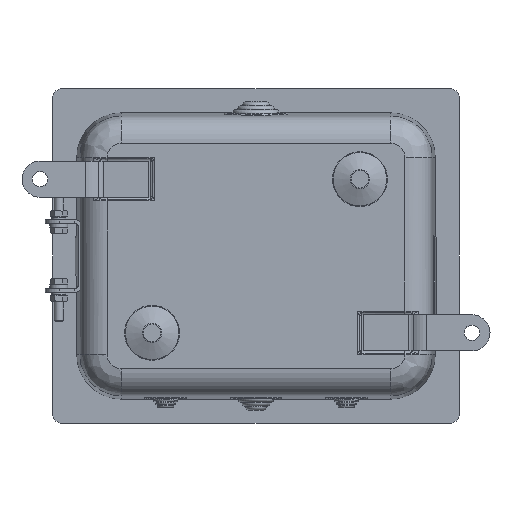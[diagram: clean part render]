
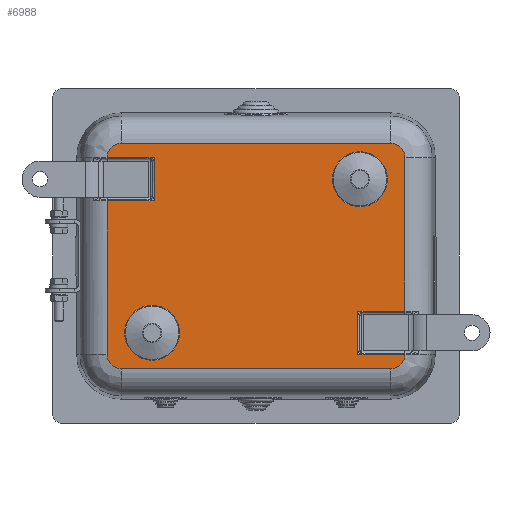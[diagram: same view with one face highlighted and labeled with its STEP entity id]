
A CAD part, front view. The second image highlights one B-rep face of the part: STEP entity #6988.
In plain terms, the highlighted planar face has unit normal (0, -1, 0).
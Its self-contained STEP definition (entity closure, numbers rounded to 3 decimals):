
#336=FACE_BOUND('',#1896,.T.);
#337=FACE_BOUND('',#1897,.T.);
#465=LINE('',#11644,#840);
#466=LINE('',#11677,#841);
#471=LINE('',#11703,#846);
#475=LINE('',#11729,#850);
#481=LINE('',#11826,#856);
#483=LINE('',#11846,#858);
#489=LINE('',#11937,#864);
#493=LINE('',#11982,#868);
#498=LINE('',#12052,#873);
#499=LINE('',#12055,#874);
#840=VECTOR('',#8796,10.);
#841=VECTOR('',#8813,10.);
#846=VECTOR('',#8824,10.);
#850=VECTOR('',#8840,10.);
#856=VECTOR('',#8868,10.);
#858=VECTOR('',#8878,10.);
#864=VECTOR('',#8912,10.);
#868=VECTOR('',#8936,10.);
#873=VECTOR('',#8965,10.);
#874=VECTOR('',#8970,10.);
#1460=FACE_OUTER_BOUND('',#1895,.T.);
#1895=EDGE_LOOP('',(#5079,#5080,#5081,#5082,#5083,#5084,#5085,#5086,#5087,
#5088,#5089,#5090,#5091,#5092));
#1896=EDGE_LOOP('',(#5093));
#1897=EDGE_LOOP('',(#5094));
#2342=CIRCLE('',#7548,7.896);
#2345=CIRCLE('',#7551,7.896);
#2349=CIRCLE('',#7556,7.896);
#2353=CIRCLE('',#7560,7.896);
#2391=CIRCLE('',#7635,15.194);
#2395=CIRCLE('',#7642,15.194);
#2841=VERTEX_POINT('',#11617);
#2844=VERTEX_POINT('',#11623);
#2845=VERTEX_POINT('',#11635);
#2846=VERTEX_POINT('',#11637);
#2847=VERTEX_POINT('',#11642);
#2849=VERTEX_POINT('',#11656);
#2850=VERTEX_POINT('',#11668);
#2853=VERTEX_POINT('',#11673);
#2859=VERTEX_POINT('',#11702);
#2865=VERTEX_POINT('',#11726);
#2875=VERTEX_POINT('',#11823);
#2879=VERTEX_POINT('',#11843);
#2891=VERTEX_POINT('',#11934);
#2901=VERTEX_POINT('',#12050);
#2905=VERTEX_POINT('',#12095);
#2908=VERTEX_POINT('',#12106);
#3580=EDGE_CURVE('',#2844,#2841,#2342,.T.);
#3583=EDGE_CURVE('',#2846,#2845,#2345,.T.);
#3586=EDGE_CURVE('',#2847,#2846,#465,.T.);
#3589=EDGE_CURVE('',#2849,#2847,#2349,.T.);
#3593=EDGE_CURVE('',#2853,#2850,#2353,.T.);
#3594=EDGE_CURVE('',#2841,#2853,#466,.T.);
#3602=EDGE_CURVE('',#2850,#2859,#471,.T.);
#3612=EDGE_CURVE('',#2865,#2859,#475,.T.);
#3629=EDGE_CURVE('',#2845,#2875,#481,.T.);
#3635=EDGE_CURVE('',#2875,#2879,#483,.T.);
#3653=EDGE_CURVE('',#2891,#2849,#489,.T.);
#3664=EDGE_CURVE('',#2865,#2891,#493,.T.);
#3676=EDGE_CURVE('',#2879,#2901,#498,.T.);
#3678=EDGE_CURVE('',#2844,#2901,#499,.T.);
#3686=EDGE_CURVE('',#2905,#2905,#2391,.T.);
#3690=EDGE_CURVE('',#2908,#2908,#2395,.T.);
#5079=ORIENTED_EDGE('',*,*,#3678,.T.);
#5080=ORIENTED_EDGE('',*,*,#3676,.F.);
#5081=ORIENTED_EDGE('',*,*,#3635,.F.);
#5082=ORIENTED_EDGE('',*,*,#3629,.F.);
#5083=ORIENTED_EDGE('',*,*,#3583,.F.);
#5084=ORIENTED_EDGE('',*,*,#3586,.F.);
#5085=ORIENTED_EDGE('',*,*,#3589,.F.);
#5086=ORIENTED_EDGE('',*,*,#3653,.F.);
#5087=ORIENTED_EDGE('',*,*,#3664,.F.);
#5088=ORIENTED_EDGE('',*,*,#3612,.T.);
#5089=ORIENTED_EDGE('',*,*,#3602,.F.);
#5090=ORIENTED_EDGE('',*,*,#3593,.F.);
#5091=ORIENTED_EDGE('',*,*,#3594,.F.);
#5092=ORIENTED_EDGE('',*,*,#3580,.F.);
#5093=ORIENTED_EDGE('',*,*,#3686,.F.);
#5094=ORIENTED_EDGE('',*,*,#3690,.F.);
#6285=PLANE('',#7641);
#6988=ADVANCED_FACE('',(#1460,#336,#337),#6285,.T.);
#7548=AXIS2_PLACEMENT_3D('',#11625,#8783,#8784);
#7551=AXIS2_PLACEMENT_3D('',#11639,#8789,#8790);
#7556=AXIS2_PLACEMENT_3D('',#11658,#8801,#8802);
#7560=AXIS2_PLACEMENT_3D('',#11675,#8809,#8810);
#7635=AXIS2_PLACEMENT_3D('',#12097,#8994,#8995);
#7641=AXIS2_PLACEMENT_3D('',#12105,#9006,#9007);
#7642=AXIS2_PLACEMENT_3D('',#12107,#9008,#9009);
#8783=DIRECTION('center_axis',(0.,1.,0.));
#8784=DIRECTION('ref_axis',(0.707,0.,-0.707));
#8789=DIRECTION('center_axis',(0.,1.,0.));
#8790=DIRECTION('ref_axis',(0.707,0.,0.707));
#8796=DIRECTION('',(1.,0.,0.));
#8801=DIRECTION('center_axis',(0.,1.,0.));
#8802=DIRECTION('ref_axis',(-0.707,0.,0.707));
#8809=DIRECTION('center_axis',(0.,1.,0.));
#8810=DIRECTION('ref_axis',(-0.707,0.,-0.707));
#8813=DIRECTION('',(-1.,0.,0.));
#8824=DIRECTION('',(0.,0.,1.));
#8840=DIRECTION('',(-1.,0.,0.));
#8868=DIRECTION('',(0.,0.,-1.));
#8878=DIRECTION('',(-1.,0.,0.));
#8912=DIRECTION('',(-1.,0.,0.));
#8936=DIRECTION('',(0.,0.,1.));
#8965=DIRECTION('',(0.,0.,-1.));
#8970=DIRECTION('',(-1.,0.,0.));
#8994=DIRECTION('center_axis',(0.,-1.,0.));
#8995=DIRECTION('ref_axis',(1.,0.,0.));
#9006=DIRECTION('center_axis',(0.,-1.,0.));
#9007=DIRECTION('ref_axis',(-1.,0.,0.));
#9008=DIRECTION('center_axis',(0.,-1.,0.));
#9009=DIRECTION('ref_axis',(1.,0.,0.));
#11617=CARTESIAN_POINT('',(74.5,4.,-62.396));
#11623=CARTESIAN_POINT('',(82.396,4.,-54.5));
#11625=CARTESIAN_POINT('Origin',(74.5,4.,-54.5));
#11635=CARTESIAN_POINT('',(82.396,4.,54.5));
#11637=CARTESIAN_POINT('',(74.5,4.,62.396));
#11639=CARTESIAN_POINT('Origin',(74.5,4.,54.5));
#11642=CARTESIAN_POINT('',(-74.5,4.,62.396));
#11644=CARTESIAN_POINT('',(-37.25,4.,62.396));
#11656=CARTESIAN_POINT('',(-82.396,4.,54.5));
#11658=CARTESIAN_POINT('Origin',(-74.5,4.,54.5));
#11668=CARTESIAN_POINT('',(-82.396,4.,-54.5));
#11673=CARTESIAN_POINT('',(-74.5,4.,-62.396));
#11675=CARTESIAN_POINT('Origin',(-74.5,4.,-54.5));
#11677=CARTESIAN_POINT('',(37.25,4.,-62.396));
#11702=CARTESIAN_POINT('',(-82.396,4.,30.5));
#11703=CARTESIAN_POINT('',(-82.396,4.,-27.25));
#11726=CARTESIAN_POINT('',(-56.396,4.,30.5));
#11729=CARTESIAN_POINT('',(-53.698,4.,30.5));
#11823=CARTESIAN_POINT('',(82.396,4.,-30.5));
#11826=CARTESIAN_POINT('',(82.396,4.,27.25));
#11843=CARTESIAN_POINT('',(56.396,4.,-30.5));
#11846=CARTESIAN_POINT('',(53.698,4.,-30.5));
#11934=CARTESIAN_POINT('',(-56.396,4.,54.5));
#11937=CARTESIAN_POINT('',(-28.698,4.,54.5));
#11982=CARTESIAN_POINT('',(-56.396,4.,15.75));
#12050=CARTESIAN_POINT('',(56.396,4.,-54.5));
#12052=CARTESIAN_POINT('',(56.396,4.,-15.75));
#12055=CARTESIAN_POINT('',(28.698,4.,-54.5));
#12095=CARTESIAN_POINT('',(42.301,4.,42.5));
#12097=CARTESIAN_POINT('Origin',(57.496,4.,42.5));
#12105=CARTESIAN_POINT('Origin',(0.,4.,
0.));
#12106=CARTESIAN_POINT('',(-72.69,4.,-42.5));
#12107=CARTESIAN_POINT('Origin',(-57.496,4.,-42.5));
